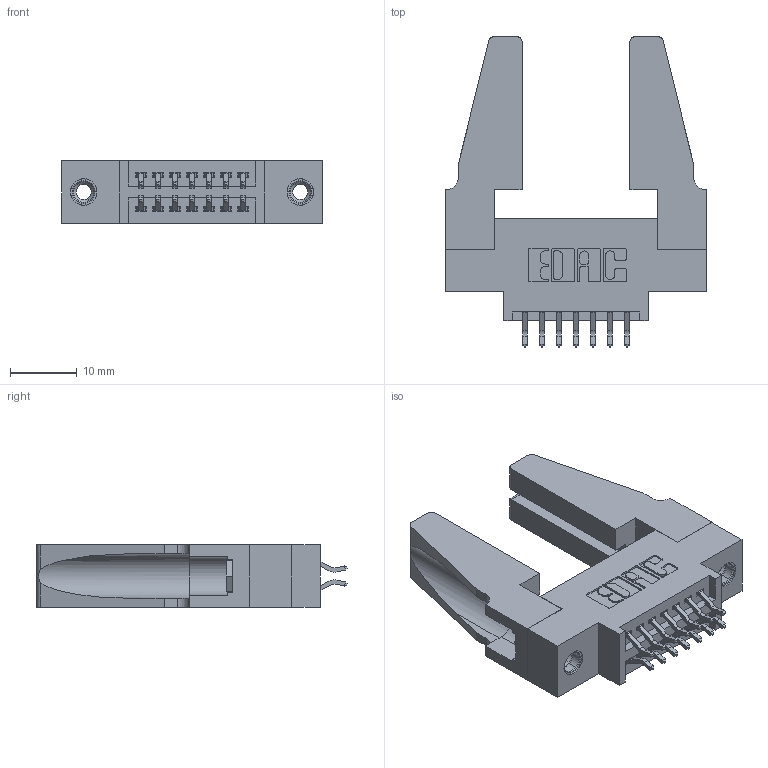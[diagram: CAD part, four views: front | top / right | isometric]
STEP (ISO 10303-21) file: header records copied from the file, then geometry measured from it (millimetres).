
FILE_DESCRIPTION (( 'STEP AP203' ), '1' );
FILE_NAME ('345-014-556-888.STEP', '2019-10-26T19:10:37', ( '' ), ( '' ), 'SwSTEP 2.0', 'SolidWorks 2016', '' );
FILE_SCHEMA (( 'CONFIG_CONTROL_DESIGN' ));
Length unit declared in the file: inch
Products named in the file (5): 345-250-001_345-250-001-102; 345-292-001_556 Tail; 345-014-556-888; 345 Part_0.170 Offset - 0.156 Dia-TH; 345-220-078_345-220-088
Assembly tree (19 placements, depth 2):
  345-014-556-888
    345 Part_0.170 Offset - 0.156 Dia-TH
    345-292-001_556 Tail  x14
    345-250-001_345-250-001-102  x2
    345-220-078_345-220-088  x2
Bounding box: 39.01 x 46.41 x 9.4 mm (x, y, z)
Volume: 6603.5 mm3; surface area: 7528.9 mm2
Topology: 19 solids, 19 shells, 1038 faces, 3005 edges, 1974 vertices
Faces by surface type: plane 674, cylinder 348, cone 12, torus 4
Entity records: 12704 total; most frequent: CARTESIAN_POINT 2174, ORIENTED_EDGE 2056, DIRECTION 1952, EDGE_CURVE 1028, LINE 818, VECTOR 818, VERTEX_POINT 678, AXIS2_PLACEMENT_3D 567
